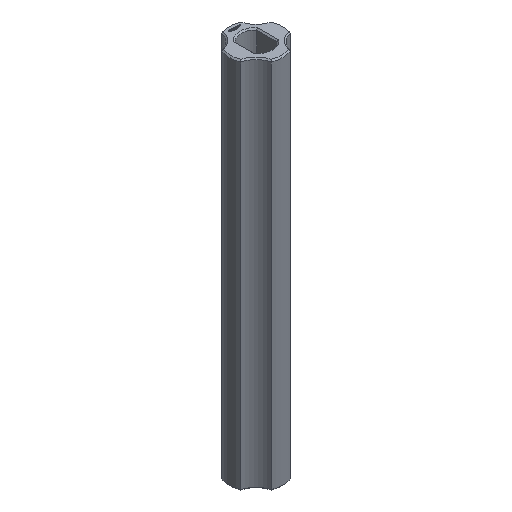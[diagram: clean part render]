
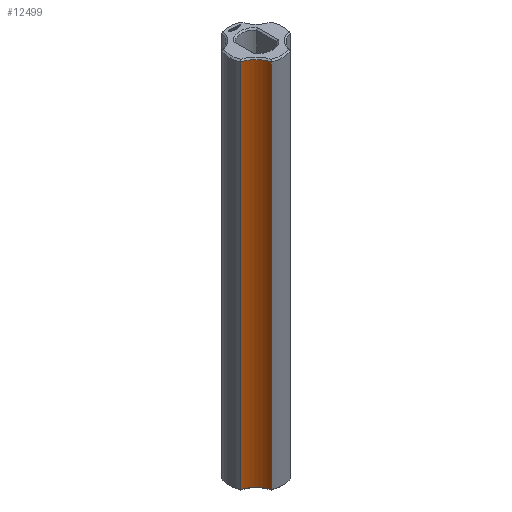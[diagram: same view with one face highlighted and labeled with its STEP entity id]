
A CAD part, isometric view. The second image highlights one B-rep face of the part: STEP entity #12499.
In plain terms, the highlighted cylindrical face has radius 5 mm (diameter 10 mm), a partial arc.
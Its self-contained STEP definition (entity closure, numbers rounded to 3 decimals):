
#189 = CYLINDRICAL_SURFACE('',#190,6.25);
#190 = AXIS2_PLACEMENT_3D('',#191,#192,#193);
#191 = CARTESIAN_POINT('',(0.,0.,0.));
#192 = DIRECTION('',(-0.,-0.,-1.));
#193 = DIRECTION('',(1.,0.,0.));
#625 = EDGE_CURVE('',#626,#628,#630,.T.);
#626 = VERTEX_POINT('',#627);
#627 = CARTESIAN_POINT('',(-2.225,-5.841,0.3));
#628 = VERTEX_POINT('',#629);
#629 = CARTESIAN_POINT('',(-2.225,-5.841,87.2));
#630 = SURFACE_CURVE('',#631,(#635,#642),.PCURVE_S1.);
#631 = LINE('',#632,#633);
#632 = CARTESIAN_POINT('',(-2.225,-5.841,0.));
#633 = VECTOR('',#634,1.);
#634 = DIRECTION('',(0.,0.,1.));
#635 = PCURVE('',#189,#636);
#636 = DEFINITIONAL_REPRESENTATION('',(#637),#641);
#637 = LINE('',#638,#639);
#638 = CARTESIAN_POINT('',(-4.348,0.));
#639 = VECTOR('',#640,1.);
#640 = DIRECTION('',(-0.,-1.));
#641 = ( GEOMETRIC_REPRESENTATION_CONTEXT(2) 
PARAMETRIC_REPRESENTATION_CONTEXT() REPRESENTATION_CONTEXT('2D SPACE',''
  ) );
#642 = PCURVE('',#643,#648);
#643 = CYLINDRICAL_SURFACE('',#644,5.);
#644 = AXIS2_PLACEMENT_3D('',#645,#646,#647);
#645 = CARTESIAN_POINT('',(-7.071,-7.071,0.));
#646 = DIRECTION('',(-0.,-0.,-1.));
#647 = DIRECTION('',(1.,0.,0.));
#648 = DEFINITIONAL_REPRESENTATION('',(#649),#653);
#649 = LINE('',#650,#651);
#650 = CARTESIAN_POINT('',(-0.249,0.));
#651 = VECTOR('',#652,1.);
#652 = DIRECTION('',(-0.,-1.));
#653 = ( GEOMETRIC_REPRESENTATION_CONTEXT(2) 
PARAMETRIC_REPRESENTATION_CONTEXT() REPRESENTATION_CONTEXT('2D SPACE',''
  ) );
#832 = CONICAL_SURFACE('',#833,5.,0.785);
#833 = AXIS2_PLACEMENT_3D('',#834,#835,#836);
#834 = CARTESIAN_POINT('',(-7.071,-7.071,0.3));
#835 = DIRECTION('',(-0.,-0.,-1.));
#836 = DIRECTION('',(0.969,0.246,0.));
#1149 = CONICAL_SURFACE('',#1150,5.,0.785);
#1150 = AXIS2_PLACEMENT_3D('',#1151,#1152,#1153);
#1151 = CARTESIAN_POINT('',(-7.071,-7.071,87.2));
#1152 = DIRECTION('',(0.,0.,1.));
#1153 = DIRECTION('',(0.969,0.246,0.));
#12499 = ADVANCED_FACE('',(#12500),#643,.F.);
#12500 = FACE_BOUND('',#12501,.T.);
#12501 = EDGE_LOOP('',(#12502,#12503,#12527,#12555));
#12502 = ORIENTED_EDGE('',*,*,#625,.T.);
#12503 = ORIENTED_EDGE('',*,*,#12504,.T.);
#12504 = EDGE_CURVE('',#628,#12505,#12507,.T.);
#12505 = VERTEX_POINT('',#12506);
#12506 = CARTESIAN_POINT('',(-5.841,-2.225,87.2));
#12507 = SURFACE_CURVE('',#12508,(#12513,#12520),.PCURVE_S1.);
#12508 = CIRCLE('',#12509,5.);
#12509 = AXIS2_PLACEMENT_3D('',#12510,#12511,#12512);
#12510 = CARTESIAN_POINT('',(-7.071,-7.071,87.2));
#12511 = DIRECTION('',(0.,-0.,1.));
#12512 = DIRECTION('',(0.969,0.246,0.));
#12513 = PCURVE('',#643,#12514);
#12514 = DEFINITIONAL_REPRESENTATION('',(#12515),#12519);
#12515 = LINE('',#12516,#12517);
#12516 = CARTESIAN_POINT('',(-0.249,-87.2));
#12517 = VECTOR('',#12518,1.);
#12518 = DIRECTION('',(-1.,0.));
#12519 = ( GEOMETRIC_REPRESENTATION_CONTEXT(2) 
PARAMETRIC_REPRESENTATION_CONTEXT() REPRESENTATION_CONTEXT('2D SPACE',''
  ) );
#12520 = PCURVE('',#1149,#12521);
#12521 = DEFINITIONAL_REPRESENTATION('',(#12522),#12526);
#12522 = LINE('',#12523,#12524);
#12523 = CARTESIAN_POINT('',(0.,0.));
#12524 = VECTOR('',#12525,1.);
#12525 = DIRECTION('',(1.,0.));
#12526 = ( GEOMETRIC_REPRESENTATION_CONTEXT(2) 
PARAMETRIC_REPRESENTATION_CONTEXT() REPRESENTATION_CONTEXT('2D SPACE',''
  ) );
#12527 = ORIENTED_EDGE('',*,*,#12528,.F.);
#12528 = EDGE_CURVE('',#12529,#12505,#12531,.T.);
#12529 = VERTEX_POINT('',#12530);
#12530 = CARTESIAN_POINT('',(-5.841,-2.225,0.3));
#12531 = SURFACE_CURVE('',#12532,(#12536,#12543),.PCURVE_S1.);
#12532 = LINE('',#12533,#12534);
#12533 = CARTESIAN_POINT('',(-5.841,-2.225,0.));
#12534 = VECTOR('',#12535,1.);
#12535 = DIRECTION('',(0.,0.,1.));
#12536 = PCURVE('',#643,#12537);
#12537 = DEFINITIONAL_REPRESENTATION('',(#12538),#12542);
#12538 = LINE('',#12539,#12540);
#12539 = CARTESIAN_POINT('',(-1.322,0.));
#12540 = VECTOR('',#12541,1.);
#12541 = DIRECTION('',(-0.,-1.));
#12542 = ( GEOMETRIC_REPRESENTATION_CONTEXT(2) 
PARAMETRIC_REPRESENTATION_CONTEXT() REPRESENTATION_CONTEXT('2D SPACE',''
  ) );
#12543 = PCURVE('',#12544,#12549);
#12544 = CYLINDRICAL_SURFACE('',#12545,6.25);
#12545 = AXIS2_PLACEMENT_3D('',#12546,#12547,#12548);
#12546 = CARTESIAN_POINT('',(0.,0.,0.));
#12547 = DIRECTION('',(-0.,-0.,-1.));
#12548 = DIRECTION('',(1.,0.,0.));
#12549 = DEFINITIONAL_REPRESENTATION('',(#12550),#12554);
#12550 = LINE('',#12551,#12552);
#12551 = CARTESIAN_POINT('',(-3.506,0.));
#12552 = VECTOR('',#12553,1.);
#12553 = DIRECTION('',(-0.,-1.));
#12554 = ( GEOMETRIC_REPRESENTATION_CONTEXT(2) 
PARAMETRIC_REPRESENTATION_CONTEXT() REPRESENTATION_CONTEXT('2D SPACE',''
  ) );
#12555 = ORIENTED_EDGE('',*,*,#12556,.F.);
#12556 = EDGE_CURVE('',#626,#12529,#12557,.T.);
#12557 = SURFACE_CURVE('',#12558,(#12563,#12570),.PCURVE_S1.);
#12558 = CIRCLE('',#12559,5.);
#12559 = AXIS2_PLACEMENT_3D('',#12560,#12561,#12562);
#12560 = CARTESIAN_POINT('',(-7.071,-7.071,0.3));
#12561 = DIRECTION('',(0.,-0.,1.));
#12562 = DIRECTION('',(0.969,0.246,0.));
#12563 = PCURVE('',#643,#12564);
#12564 = DEFINITIONAL_REPRESENTATION('',(#12565),#12569);
#12565 = LINE('',#12566,#12567);
#12566 = CARTESIAN_POINT('',(-0.249,-0.3));
#12567 = VECTOR('',#12568,1.);
#12568 = DIRECTION('',(-1.,0.));
#12569 = ( GEOMETRIC_REPRESENTATION_CONTEXT(2) 
PARAMETRIC_REPRESENTATION_CONTEXT() REPRESENTATION_CONTEXT('2D SPACE',''
  ) );
#12570 = PCURVE('',#832,#12571);
#12571 = DEFINITIONAL_REPRESENTATION('',(#12572),#12576);
#12572 = LINE('',#12573,#12574);
#12573 = CARTESIAN_POINT('',(-0.,0.));
#12574 = VECTOR('',#12575,1.);
#12575 = DIRECTION('',(-1.,0.));
#12576 = ( GEOMETRIC_REPRESENTATION_CONTEXT(2) 
PARAMETRIC_REPRESENTATION_CONTEXT() REPRESENTATION_CONTEXT('2D SPACE',''
  ) );
